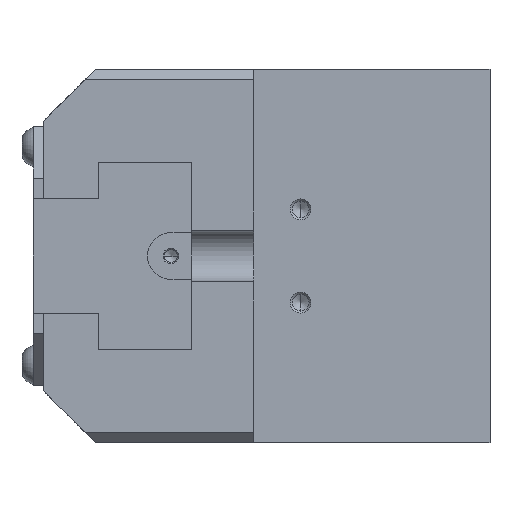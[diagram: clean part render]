
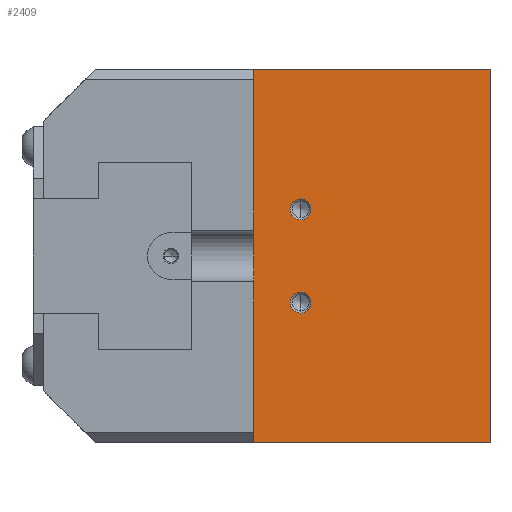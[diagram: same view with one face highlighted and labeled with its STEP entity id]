
A CAD part, left-side view. The second image highlights one B-rep face of the part: STEP entity #2409.
In plain terms, the highlighted planar face has unit normal (-1, 0, 0).
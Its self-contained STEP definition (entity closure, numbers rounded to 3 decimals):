
#1761 = EDGE_CURVE( '', #4137, #2113, #4711, .T. );
#2055 = EDGE_CURVE( '', #4331, #2175, #5039, .T. );
#2113 = VERTEX_POINT( '', #5102 );
#2175 = VERTEX_POINT( '', #5174 );
#2219 = EDGE_CURVE( '', #2237, #2359, #5220, .T. );
#2237 = VERTEX_POINT( '', #5241 );
#2359 = VERTEX_POINT( '', #5376 );
#2409 = ADVANCED_FACE( '', ( #5431, #5432, #5433 ), #5434, .F. );
#2439 = VERTEX_POINT( '', #5466 );
#2591 = EDGE_CURVE( '', #2113, #4137, #5635, .T. );
#2915 = VERTEX_POINT( '', #5997 );
#2937 = EDGE_CURVE( '', #2439, #2175, #6021, .T. );
#2981 = EDGE_CURVE( '', #2991, #2915, #6068, .T. );
#2991 = VERTEX_POINT( '', #6078 );
#3439 = EDGE_CURVE( '', #2991, #2439, #6575, .T. );
#4137 = VERTEX_POINT( '', #7350 );
#4227 = EDGE_CURVE( '', #2915, #4331, #7455, .T. );
#4251 = EDGE_CURVE( '', #2359, #2237, #7481, .T. );
#4331 = VERTEX_POINT( '', #7567 );
#4711 = CIRCLE( '', #8068, 2. );
#5039 = LINE( '', #8675, #8676 );
#5102 = CARTESIAN_POINT( '', ( -62.5, 36.5, -7. ) );
#5174 = CARTESIAN_POINT( '', ( -62.5, 45.5, -36. ) );
#5220 = CIRCLE( '', #8928, 2. );
#5241 = CARTESIAN_POINT( '', ( -62.5, 36.5, 11. ) );
#5376 = CARTESIAN_POINT( '', ( -62.5, 36.5, 7. ) );
#5431 = FACE_BOUND( '', #9214, .T. );
#5432 = FACE_BOUND( '', #9215, .T. );
#5433 = FACE_OUTER_BOUND( '', #9216, .T. );
#5434 = PLANE( '', #9217 );
#5466 = CARTESIAN_POINT( '', ( -62.5, 45.5, 0. ) );
#5635 = CIRCLE( '', #9535, 2. );
#5997 = CARTESIAN_POINT( '', ( -62.5, 0., 36. ) );
#6021 = LINE( '', #10220, #10221 );
#6068 = LINE( '', #10290, #10291 );
#6078 = CARTESIAN_POINT( '', ( -62.5, 45.5, 36. ) );
#6575 = LINE( '', #11048, #11049 );
#7350 = CARTESIAN_POINT( '', ( -62.5, 36.5, -11. ) );
#7455 = LINE( '', #12492, #12493 );
#7481 = CIRCLE( '', #12532, 2. );
#7567 = CARTESIAN_POINT( '', ( -62.5, 0., -36. ) );
#8068 = AXIS2_PLACEMENT_3D( '', #13176, #13177, #13178 );
#8675 = CARTESIAN_POINT( '', ( -62.5, 0., -36. ) );
#8676 = VECTOR( '', #13581, 1. );
#8928 = AXIS2_PLACEMENT_3D( '', #13777, #13778, #13779 );
#9214 = EDGE_LOOP( '', ( #14029, #14030 ) );
#9215 = EDGE_LOOP( '', ( #14031, #14032 ) );
#9216 = EDGE_LOOP( '', ( #14033, #14034, #14035, #14036, #14037 ) );
#9217 = AXIS2_PLACEMENT_3D( '', #14038, #14039, #14040 );
#9535 = AXIS2_PLACEMENT_3D( '', #14240, #14241, #14242 );
#10220 = CARTESIAN_POINT( '', ( -62.5, 45.5, 40. ) );
#10221 = VECTOR( '', #14646, 1. );
#10290 = CARTESIAN_POINT( '', ( -62.5, 38., 36. ) );
#10291 = VECTOR( '', #14689, 1. );
#11048 = CARTESIAN_POINT( '', ( -62.5, 45.5, 40. ) );
#11049 = VECTOR( '', #15242, 1. );
#12492 = CARTESIAN_POINT( '', ( -62.5, 0., 38. ) );
#12493 = VECTOR( '', #16296, 1. );
#12532 = AXIS2_PLACEMENT_3D( '', #16329, #16330, #16331 );
#13176 = CARTESIAN_POINT( '', ( -62.5, 36.5, -9. ) );
#13177 = DIRECTION( '', ( 1., 0., 0. ) );
#13178 = DIRECTION( '', ( 0., 0., -1. ) );
#13581 = DIRECTION( '', ( 0., 1., 0. ) );
#13777 = CARTESIAN_POINT( '', ( -62.5, 36.5, 9. ) );
#13778 = DIRECTION( '', ( 1., 0., 0. ) );
#13779 = DIRECTION( '', ( 0., 0., -1. ) );
#14029 = ORIENTED_EDGE( '', *, *, #1761, .T. );
#14030 = ORIENTED_EDGE( '', *, *, #2591, .T. );
#14031 = ORIENTED_EDGE( '', *, *, #4251, .T. );
#14032 = ORIENTED_EDGE( '', *, *, #2219, .T. );
#14033 = ORIENTED_EDGE( '', *, *, #2937, .T. );
#14034 = ORIENTED_EDGE( '', *, *, #2055, .F. );
#14035 = ORIENTED_EDGE( '', *, *, #4227, .F. );
#14036 = ORIENTED_EDGE( '', *, *, #2981, .F. );
#14037 = ORIENTED_EDGE( '', *, *, #3439, .T. );
#14038 = CARTESIAN_POINT( '', ( -62.5, 0., 40. ) );
#14039 = DIRECTION( '', ( 1., 0., 0. ) );
#14040 = DIRECTION( '', ( 0., -1., 0. ) );
#14240 = CARTESIAN_POINT( '', ( -62.5, 36.5, -9. ) );
#14241 = DIRECTION( '', ( 1., 0., 0. ) );
#14242 = DIRECTION( '', ( 0., 0., -1. ) );
#14646 = DIRECTION( '', ( 0., 0., -1. ) );
#14689 = DIRECTION( '', ( 0., -1., 0. ) );
#15242 = DIRECTION( '', ( 0., 0., -1. ) );
#16296 = DIRECTION( '', ( 0., 0., -1. ) );
#16329 = CARTESIAN_POINT( '', ( -62.5, 36.5, 9. ) );
#16330 = DIRECTION( '', ( 1., 0., 0. ) );
#16331 = DIRECTION( '', ( 0., 0., -1. ) );
